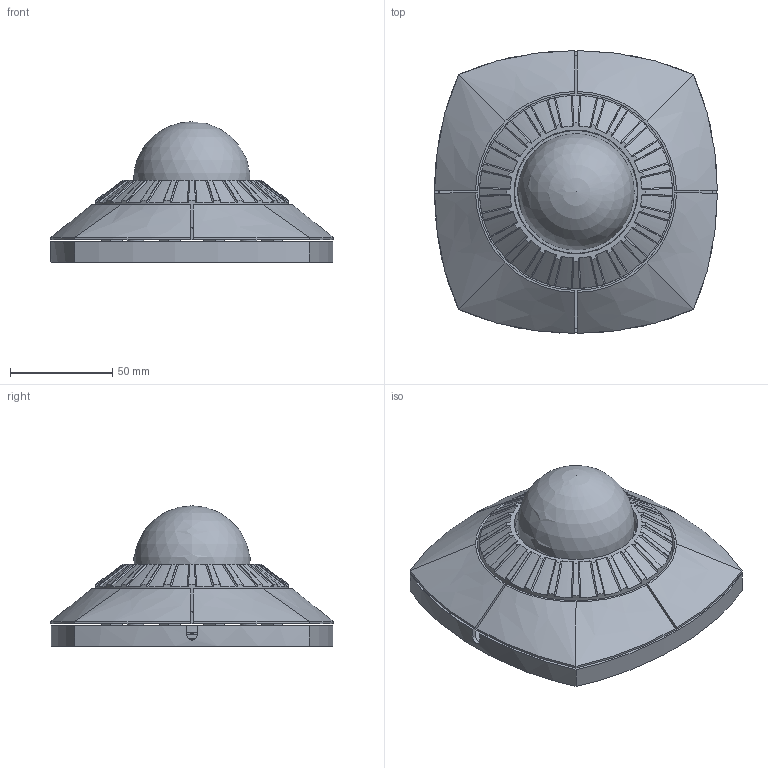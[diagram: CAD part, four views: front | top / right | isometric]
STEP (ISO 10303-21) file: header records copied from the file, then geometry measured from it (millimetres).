
FILE_DESCRIPTION(/* description */ (''),/* implementation_level */ '2;1');
FILE_NAME(/* name */ 'Trackball 14 v23.step',/* time_stamp */ '2022-01-30T20:40:19+01:00',/* author */ (''),/* organization */ (''),/* preprocessor_version */ 'ST-DEVELOPER v18.1',/* originating_system */ 'Autodesk Translation Framework v10.13.0.1454',/* authorisation */ '');
FILE_SCHEMA (('AUTOMOTIVE_DESIGN { 1 0 10303 214 3 1 1 }'));
Length unit declared in the file: millimetre
Products named in the file (19): Trackball 14; Trackball.step; C_0603_1608Metric; SOLID (2); Crystal_SMD_3225-4Pin_3.2x2.5mm; SOLID (1); QFN-56-1EP_7x7mm_P0.4mm_EP5.6x5.6mm; SOLID (6); SOIC-8_5.275x5.275mm_P1.27mm; SOLID (5); SOT-23-5; SOLID (4); R_0402_1005Metric; SOLID; C_0402_1005Metric; SOLID (3); COMPOUND; MouseSwitchMount.step; COMPOUND_1
Assembly tree (42 placements, depth 4):
  Trackball 14
    Trackball.step
      SOT-23-5  x2
        SOLID (4)
      C_0603_1608Metric  x2
        SOLID (2)
      C_0402_1005Metric  x17
        SOLID (3)
      R_0402_1005Metric  x7
        SOLID
      Crystal_SMD_3225-4Pin_3.2x2.5mm
        SOLID (1)
      QFN-56-1EP_7x7mm_P0.4mm_EP5.6x5.6mm
        SOLID (6)
      SOIC-8_5.275x5.275mm_P1.27mm
        SOLID (5)
      COMPOUND
    MouseSwitchMount.step
      COMPOUND_1
Bounding box: 138.19 x 138.19 x 68.6 mm (x, y, z)
Volume: 319048.2 mm3; surface area: 129787.2 mm2
Topology: 41 solids, 41 shells, 2301 faces, 5953 edges, 3908 vertices
Faces by surface type: plane 1499, cylinder 675, bspline 72, cone 53, sphere 2
Full cylindrical faces by diameter (mm): 0.35 x9, 0.5 x1, 0.6 x1, 0.7 x16, 1 x26, 1.2 x3, 1.7 x16, 2.1 x72, 2.2 x10, 2.6 x3, 2.8 x8, 3.2 x4, 3.3 x4, 6 x12, 8 x8, 10 x1, 60.45 x1, 61.9 x1, 94.2 x2
Entity records: 52967 total; most frequent: CARTESIAN_POINT 12890, ORIENTED_EDGE 8084, DIRECTION 7825, EDGE_CURVE 4042, LINE 2827, VECTOR 2827, VERTEX_POINT 2658, AXIS2_PLACEMENT_3D 2499
